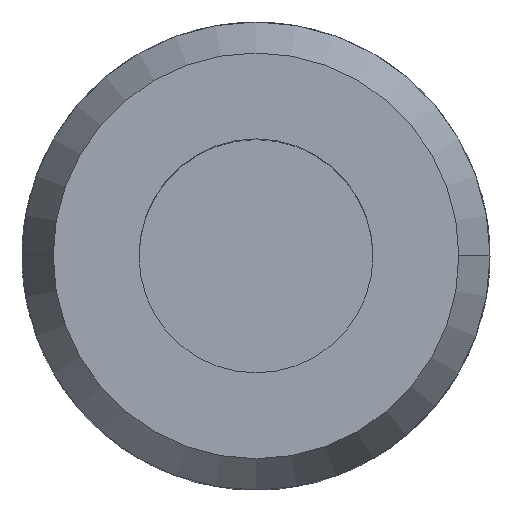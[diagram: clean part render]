
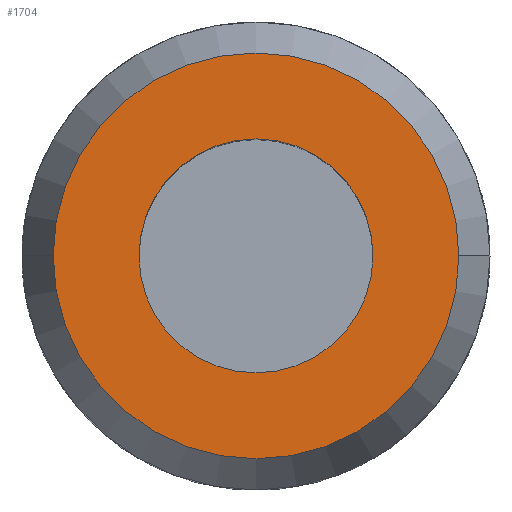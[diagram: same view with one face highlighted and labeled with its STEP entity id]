
A CAD part, top view. The second image highlights one B-rep face of the part: STEP entity #1704.
In plain terms, the highlighted planar face has unit normal (0, 0, 1).
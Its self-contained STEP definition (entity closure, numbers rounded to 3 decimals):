
#49 = EDGE_LOOP ( 'NONE', ( #795, #814 ) ) ;
#52 = EDGE_LOOP ( 'NONE', ( #396, #146 ) ) ;
#86 = AXIS2_PLACEMENT_3D ( 'NONE', #1538, #1597, #1811 ) ;
#146 = ORIENTED_EDGE ( 'NONE', *, *, #936, .T. ) ;
#158 = AXIS2_PLACEMENT_3D ( 'NONE', #1744, #1737, #1791 ) ;
#246 = VERTEX_POINT ( 'NONE', #796 ) ;
#396 = ORIENTED_EDGE ( 'NONE', *, *, #1759, .T. ) ;
#433 = CIRCLE ( 'NONE', #1152, 15.875 ) ;
#606 = CARTESIAN_POINT ( 'NONE',  ( 27.525, 0., 50.8 ) ) ;
#706 = VERTEX_POINT ( 'NONE', #606 ) ;
#732 = CIRCLE ( 'NONE', #1808, 15.875 ) ;
#748 = VERTEX_POINT ( 'NONE', #1261 ) ;
#788 = CIRCLE ( 'NONE', #158, 27.525 ) ;
#795 = ORIENTED_EDGE ( 'NONE', *, *, #1072, .T. ) ;
#796 = CARTESIAN_POINT ( 'NONE',  ( 15.875, 0., 50.8 ) ) ;
#814 = ORIENTED_EDGE ( 'NONE', *, *, #1716, .T. ) ;
#817 = CIRCLE ( 'NONE', #86, 27.525 ) ;
#936 = EDGE_CURVE ( 'NONE', #706, #748, #817, .T. ) ;
#992 = VERTEX_POINT ( 'NONE', #1715 ) ;
#1020 = PLANE ( 'NONE',  #1725 ) ;
#1034 = FACE_BOUND ( 'NONE', #49, .T. ) ;
#1072 = EDGE_CURVE ( 'NONE', #992, #246, #433, .T. ) ;
#1114 = FACE_OUTER_BOUND ( 'NONE', #52, .T. ) ;
#1126 = DIRECTION ( 'NONE',  ( -1., 0., 0. ) ) ;
#1142 = DIRECTION ( 'NONE',  ( 0., 0., -1. ) ) ;
#1152 = AXIS2_PLACEMENT_3D ( 'NONE', #1304, #1294, #1277 ) ;
#1261 = CARTESIAN_POINT ( 'NONE',  ( -27.525, 0., 50.8 ) ) ;
#1277 = DIRECTION ( 'NONE',  ( -1., 0., 0. ) ) ;
#1279 = CARTESIAN_POINT ( 'NONE',  ( 0., 27.525, 50.8 ) ) ;
#1294 = DIRECTION ( 'NONE',  ( 0., 0., -1. ) ) ;
#1304 = CARTESIAN_POINT ( 'NONE',  ( 0., 0., 50.8 ) ) ;
#1411 = DIRECTION ( 'NONE',  ( 0., 0., -1. ) ) ;
#1427 = CARTESIAN_POINT ( 'NONE',  ( 0., 0., 50.8 ) ) ;
#1538 = CARTESIAN_POINT ( 'NONE',  ( 0., 0., 50.8 ) ) ;
#1597 = DIRECTION ( 'NONE',  ( 0., 0., 1. ) ) ;
#1641 = DIRECTION ( 'NONE',  ( -1., 0., 0. ) ) ;
#1704 = ADVANCED_FACE ( 'NONE', ( #1034, #1114 ), #1020, .F. ) ;
#1715 = CARTESIAN_POINT ( 'NONE',  ( -15.875, 0., 50.8 ) ) ;
#1716 = EDGE_CURVE ( 'NONE', #246, #992, #732, .T. ) ;
#1725 = AXIS2_PLACEMENT_3D ( 'NONE', #1279, #1142, #1126 ) ;
#1737 = DIRECTION ( 'NONE',  ( 0., 0., 1. ) ) ;
#1744 = CARTESIAN_POINT ( 'NONE',  ( 0., 0., 50.8 ) ) ;
#1759 = EDGE_CURVE ( 'NONE', #748, #706, #788, .T. ) ;
#1791 = DIRECTION ( 'NONE',  ( 1., 0., 0. ) ) ;
#1808 = AXIS2_PLACEMENT_3D ( 'NONE', #1427, #1411, #1641 ) ;
#1811 = DIRECTION ( 'NONE',  ( 1., 0., 0. ) ) ;
